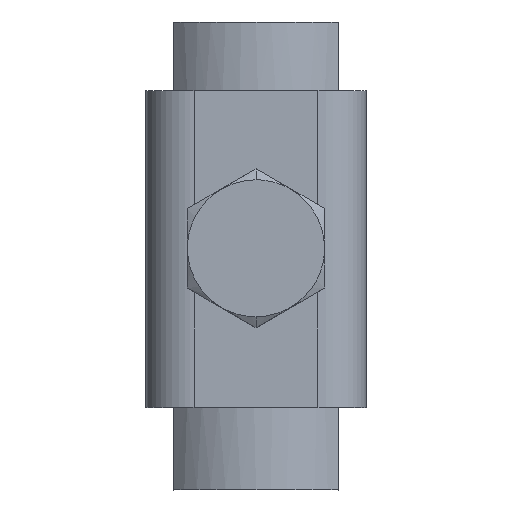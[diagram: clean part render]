
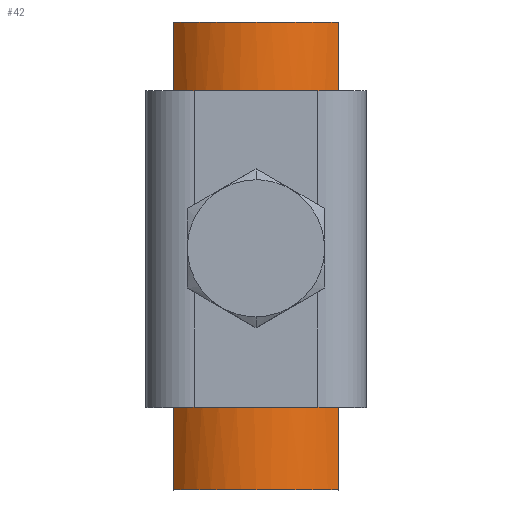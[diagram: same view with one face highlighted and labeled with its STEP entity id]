
A CAD part, top view. The second image highlights one B-rep face of the part: STEP entity #42.
In plain terms, the highlighted free-form (B-spline) face has degree [2, 1] with [5, 2] control points.
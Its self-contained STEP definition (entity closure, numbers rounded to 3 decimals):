
#42=ADVANCED_FACE('',(#104,#84),#875,.T.);
#84=FACE_BOUND('',#164,.T.);
#104=FACE_OUTER_BOUND('',#163,.T.);
#163=EDGE_LOOP('',(#278,#279,#280,#281));
#164=EDGE_LOOP('',(#282,#283,#284,#285));
#278=ORIENTED_EDGE('',*,*,#528,.T.);
#279=ORIENTED_EDGE('',*,*,#529,.T.);
#280=ORIENTED_EDGE('',*,*,#530,.F.);
#281=ORIENTED_EDGE('',*,*,#525,.F.);
#282=ORIENTED_EDGE('',*,*,#541,.F.);
#283=ORIENTED_EDGE('',*,*,#546,.F.);
#284=ORIENTED_EDGE('',*,*,#542,.F.);
#285=ORIENTED_EDGE('',*,*,#547,.F.);
#525=EDGE_CURVE('',#797,#798,#649,.T.);
#528=EDGE_CURVE('',#797,#800,#652,.T.);
#529=EDGE_CURVE('',#800,#801,#653,.T.);
#530=EDGE_CURVE('',#798,#801,#654,.T.);
#541=EDGE_CURVE('',#809,#808,#660,.T.);
#542=EDGE_CURVE('',#811,#810,#661,.T.);
#546=EDGE_CURVE('',#810,#809,#724,.T.);
#547=EDGE_CURVE('',#808,#811,#725,.T.);
#649=(
BOUNDED_CURVE()
B_SPLINE_CURVE(1,(#1560,#1561),.UNSPECIFIED.,.F.,.F.)
B_SPLINE_CURVE_WITH_KNOTS((2,2),(0.,34.),.UNSPECIFIED.)
CURVE()
GEOMETRIC_REPRESENTATION_ITEM()
RATIONAL_B_SPLINE_CURVE((1.,1.))
REPRESENTATION_ITEM('')
);
#652=(
BOUNDED_CURVE()
B_SPLINE_CURVE(2,(#1567,#1568,#1569,#1570,#1571),.UNSPECIFIED.,.F.,.F.)
B_SPLINE_CURVE_WITH_KNOTS((3,2,3),(12.669,18.606,24.542),
 .UNSPECIFIED.)
CURVE()
GEOMETRIC_REPRESENTATION_ITEM()
RATIONAL_B_SPLINE_CURVE((1.,0.911,1.,0.911,1.))
REPRESENTATION_ITEM('')
);
#653=(
BOUNDED_CURVE()
B_SPLINE_CURVE(1,(#1572,#1573),.UNSPECIFIED.,.F.,.F.)
B_SPLINE_CURVE_WITH_KNOTS((2,2),(0.,34.),.UNSPECIFIED.)
CURVE()
GEOMETRIC_REPRESENTATION_ITEM()
RATIONAL_B_SPLINE_CURVE((1.,1.))
REPRESENTATION_ITEM('')
);
#654=(
BOUNDED_CURVE()
B_SPLINE_CURVE(2,(#1574,#1575,#1576,#1577,#1578),.UNSPECIFIED.,.F.,.F.)
B_SPLINE_CURVE_WITH_KNOTS((3,2,3),(12.669,18.606,24.542),
 .UNSPECIFIED.)
CURVE()
GEOMETRIC_REPRESENTATION_ITEM()
RATIONAL_B_SPLINE_CURVE((1.,0.911,1.,0.911,1.))
REPRESENTATION_ITEM('')
);
#660=(
BOUNDED_CURVE()
B_SPLINE_CURVE(2,(#1607,#1608,#1609,#1610,#1611),.UNSPECIFIED.,.F.,.F.)
B_SPLINE_CURVE_WITH_KNOTS((3,2,3),(13.897,18.606,23.314),
 .UNSPECIFIED.)
CURVE()
GEOMETRIC_REPRESENTATION_ITEM()
RATIONAL_B_SPLINE_CURVE((1.,0.944,1.,0.944,1.))
REPRESENTATION_ITEM('')
);
#661=(
BOUNDED_CURVE()
B_SPLINE_CURVE(2,(#1612,#1613,#1614,#1615,#1616),.UNSPECIFIED.,.F.,.F.)
B_SPLINE_CURVE_WITH_KNOTS((3,2,3),(-23.314,-18.606,
-13.897),.UNSPECIFIED.)
CURVE()
GEOMETRIC_REPRESENTATION_ITEM()
RATIONAL_B_SPLINE_CURVE((1.,0.944,1.,0.944,1.))
REPRESENTATION_ITEM('')
);
#724=B_SPLINE_CURVE_WITH_KNOTS('',1,(#1623,#1624),.UNSPECIFIED.,.F.,.F.,
(2,2),(-22.,0.),.UNSPECIFIED.);
#725=B_SPLINE_CURVE_WITH_KNOTS('',1,(#1625,#1626),.UNSPECIFIED.,.F.,.F.,
(2,2),(-61.,-39.),.UNSPECIFIED.);
#797=VERTEX_POINT('',#1542);
#798=VERTEX_POINT('',#1543);
#800=VERTEX_POINT('',#1545);
#801=VERTEX_POINT('',#1546);
#808=VERTEX_POINT('',#1553);
#809=VERTEX_POINT('',#1554);
#810=VERTEX_POINT('',#1555);
#811=VERTEX_POINT('',#1556);
#875=(
BOUNDED_SURFACE()
B_SPLINE_SURFACE(2,1,((#1508,#1509),(#1510,#1511),(#1512,#1513),(#1514,
#1515),(#1516,#1517)),.UNSPECIFIED.,.F.,.F.,.F.)
B_SPLINE_SURFACE_WITH_KNOTS((3,2,3),(2,2),(12.669,18.606,
24.542),(0.,34.),.UNSPECIFIED.)
GEOMETRIC_REPRESENTATION_ITEM()
RATIONAL_B_SPLINE_SURFACE(((1.,1.),(0.911,0.911),
(1.,1.),(0.911,0.911),(1.,1.)))
REPRESENTATION_ITEM('')
SURFACE()
);
#1508=CARTESIAN_POINT('',(-6.,0.,-0.708));
#1509=CARTESIAN_POINT('',(-6.,34.,-0.708));
#1510=CARTESIAN_POINT('',(-3.611,0.,2.));
#1511=CARTESIAN_POINT('',(-3.611,34.,2.));
#1512=CARTESIAN_POINT('',(0.,0.,2.));
#1513=CARTESIAN_POINT('',(0.,34.,2.));
#1514=CARTESIAN_POINT('',(3.611,0.,2.));
#1515=CARTESIAN_POINT('',(3.611,34.,2.));
#1516=CARTESIAN_POINT('',(6.,0.,-0.708));
#1517=CARTESIAN_POINT('',(6.,34.,-0.708));
#1542=CARTESIAN_POINT('',(-6.,0.,-0.708));
#1543=CARTESIAN_POINT('',(-6.,34.,-0.708));
#1545=CARTESIAN_POINT('',(6.,0.,-0.708));
#1546=CARTESIAN_POINT('',(6.,34.,-0.708));
#1553=CARTESIAN_POINT('',(5.,6.5,0.245));
#1554=CARTESIAN_POINT('',(-5.,6.5,0.245));
#1555=CARTESIAN_POINT('',(-5.,28.5,0.245));
#1556=CARTESIAN_POINT('',(5.,28.5,0.245));
#1560=CARTESIAN_POINT('',(-6.,0.,-0.708));
#1561=CARTESIAN_POINT('',(-6.,34.,-0.708));
#1567=CARTESIAN_POINT('',(-6.,0.,-0.708));
#1568=CARTESIAN_POINT('',(-3.611,0.,2.));
#1569=CARTESIAN_POINT('',(0.,0.,2.));
#1570=CARTESIAN_POINT('',(3.611,0.,2.));
#1571=CARTESIAN_POINT('',(6.,0.,-0.708));
#1572=CARTESIAN_POINT('',(6.,0.,-0.708));
#1573=CARTESIAN_POINT('',(6.,34.,-0.708));
#1574=CARTESIAN_POINT('',(-6.,34.,-0.708));
#1575=CARTESIAN_POINT('',(-3.611,34.,2.));
#1576=CARTESIAN_POINT('',(0.,34.,2.));
#1577=CARTESIAN_POINT('',(3.611,34.,2.));
#1578=CARTESIAN_POINT('',(6.,34.,-0.708));
#1607=CARTESIAN_POINT('',(-5.,6.5,0.245));
#1608=CARTESIAN_POINT('',(-2.808,6.5,2.));
#1609=CARTESIAN_POINT('',(0.,6.5,2.));
#1610=CARTESIAN_POINT('',(2.808,6.5,2.));
#1611=CARTESIAN_POINT('',(5.,6.5,0.245));
#1612=CARTESIAN_POINT('',(5.,28.5,0.245));
#1613=CARTESIAN_POINT('',(2.808,28.5,2.));
#1614=CARTESIAN_POINT('',(0.,28.5,2.));
#1615=CARTESIAN_POINT('',(-2.808,28.5,2.));
#1616=CARTESIAN_POINT('',(-5.,28.5,0.245));
#1623=CARTESIAN_POINT('',(-5.,28.5,0.245));
#1624=CARTESIAN_POINT('',(-5.,6.5,0.245));
#1625=CARTESIAN_POINT('',(5.,6.5,0.245));
#1626=CARTESIAN_POINT('',(5.,28.5,0.245));
